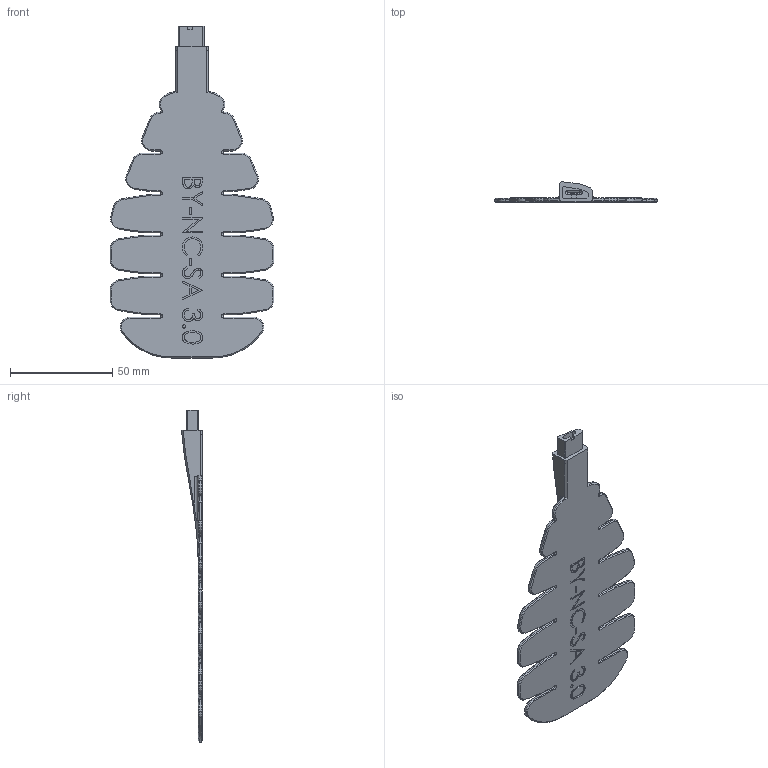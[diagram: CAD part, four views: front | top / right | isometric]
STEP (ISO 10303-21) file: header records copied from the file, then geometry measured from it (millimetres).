
FILE_DESCRIPTION (( 'STEP AP214' ), '1' );
FILE_NAME ('xr elite headstrap rev 3 snap type.STEP', '2024-02-20T19:18:16', ( '' ), ( '' ), 'SwSTEP 2.0', 'SolidWorks 2010', '' );
FILE_SCHEMA (( 'AUTOMOTIVE_DESIGN' ));
Length unit declared in the file: millimetre
Products named in the file (1): xr elite headstrap rev 3 snap type
Bounding box: 80 x 9.87 x 162 mm (x, y, z)
Volume: 19599.8 mm3; surface area: 18502.7 mm2
Topology: 1 solids, 1 shells, 682 faces, 1730 edges, 1077 vertices
Faces by surface type: plane 334, cone 140, bspline 122, cylinder 83, torus 3
Entity records: 27400 total; most frequent: CARTESIAN_POINT 11639, ORIENTED_EDGE 3460, DIRECTION 2906, EDGE_CURVE 1730, VECTOR 1170, LINE 1170, VERTEX_POINT 1077, AXIS2_PLACEMENT_3D 868
